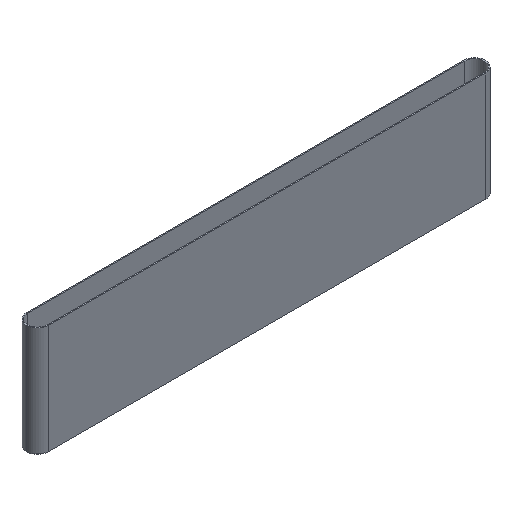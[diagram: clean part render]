
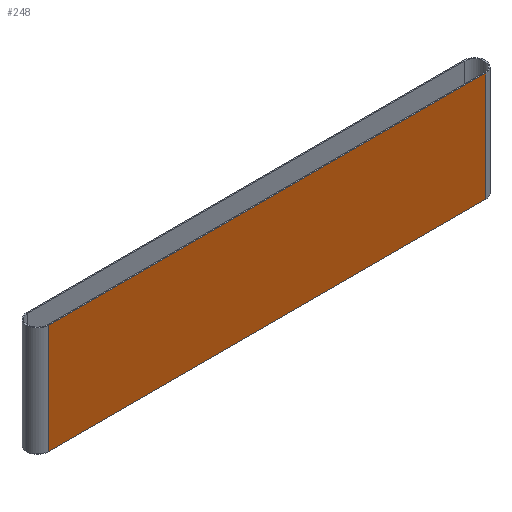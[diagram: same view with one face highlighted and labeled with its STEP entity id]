
A CAD part, isometric view. The second image highlights one B-rep face of the part: STEP entity #248.
In plain terms, the highlighted planar face has unit normal (0, -1, 0).
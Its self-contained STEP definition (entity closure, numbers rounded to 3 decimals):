
#10 = CARTESIAN_POINT ( 'NONE',  ( 4000., -100., 1000. ) ) ;
#18 = ORIENTED_EDGE ( 'NONE', *, *, #382, .T. ) ;
#30 = EDGE_LOOP ( 'NONE', ( #18, #255, #169, #106 ) ) ;
#58 = LINE ( 'NONE', #192, #81 ) ;
#81 = VECTOR ( 'NONE', #161, 1000. ) ;
#90 = VERTEX_POINT ( 'NONE', #10 ) ;
#92 = DIRECTION ( 'NONE',  ( 0., 1., 0. ) ) ;
#98 = VERTEX_POINT ( 'NONE', #300 ) ;
#106 = ORIENTED_EDGE ( 'NONE', *, *, #221, .T. ) ;
#137 = VERTEX_POINT ( 'NONE', #332 ) ;
#150 = CARTESIAN_POINT ( 'NONE',  ( 4000., -100., 1000. ) ) ;
#161 = DIRECTION ( 'NONE',  ( 1., 0., 0. ) ) ;
#169 = ORIENTED_EDGE ( 'NONE', *, *, #365, .F. ) ;
#183 = LINE ( 'NONE', #371, #237 ) ;
#187 = PLANE ( 'NONE',  #286 ) ;
#190 = EDGE_CURVE ( 'NONE', #90, #219, #202, .T. ) ;
#192 = CARTESIAN_POINT ( 'NONE',  ( 0., -100., 1000. ) ) ;
#193 = CARTESIAN_POINT ( 'NONE',  ( 0., -100., 0. ) ) ;
#202 = LINE ( 'NONE', #150, #347 ) ;
#219 = VERTEX_POINT ( 'NONE', #404 ) ;
#221 = EDGE_CURVE ( 'NONE', #98, #137, #183, .T. ) ;
#237 = VECTOR ( 'NONE', #305, 1000. ) ;
#248 = ADVANCED_FACE ( 'NONE', ( #307 ), #187, .F. ) ;
#252 = CARTESIAN_POINT ( 'NONE',  ( 0., -100., 1000. ) ) ;
#255 = ORIENTED_EDGE ( 'NONE', *, *, #190, .F. ) ;
#286 = AXIS2_PLACEMENT_3D ( 'NONE', #252, #92, #378 ) ;
#287 = DIRECTION ( 'NONE',  ( 1., 0., 0. ) ) ;
#300 = CARTESIAN_POINT ( 'NONE',  ( 0., -100., 1000. ) ) ;
#305 = DIRECTION ( 'NONE',  ( 0., 0., -1. ) ) ;
#307 = FACE_OUTER_BOUND ( 'NONE', #30, .T. ) ;
#316 = LINE ( 'NONE', #193, #355 ) ;
#332 = CARTESIAN_POINT ( 'NONE',  ( 0., -100., 0. ) ) ;
#347 = VECTOR ( 'NONE', #376, 1000. ) ;
#355 = VECTOR ( 'NONE', #287, 1000. ) ;
#365 = EDGE_CURVE ( 'NONE', #98, #90, #58, .T. ) ;
#371 = CARTESIAN_POINT ( 'NONE',  ( 0., -100., 1000. ) ) ;
#376 = DIRECTION ( 'NONE',  ( 0., 0., -1. ) ) ;
#378 = DIRECTION ( 'NONE',  ( 0., 0., 1. ) ) ;
#382 = EDGE_CURVE ( 'NONE', #137, #219, #316, .T. ) ;
#404 = CARTESIAN_POINT ( 'NONE',  ( 4000., -100., 0. ) ) ;
